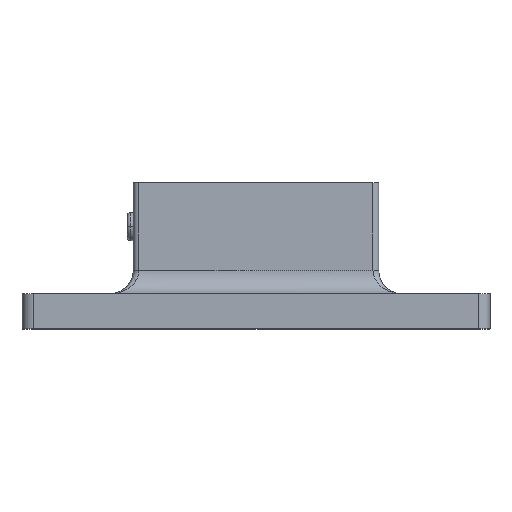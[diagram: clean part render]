
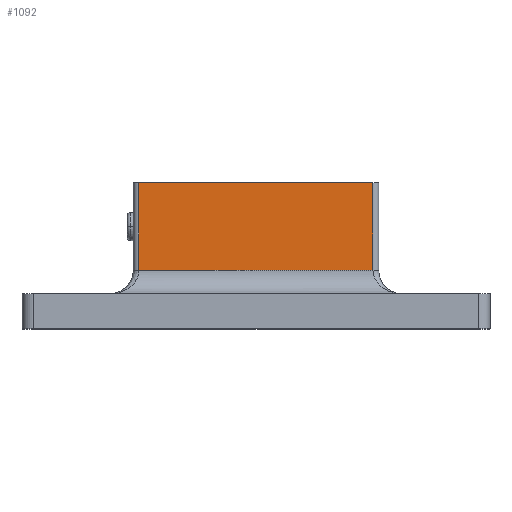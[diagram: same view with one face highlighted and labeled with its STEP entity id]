
A CAD part, top view. The second image highlights one B-rep face of the part: STEP entity #1092.
In plain terms, the highlighted planar face has unit normal (0, 0, 1).
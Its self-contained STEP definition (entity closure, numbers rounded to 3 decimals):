
#7 = VERTEX_POINT ( 'NONE', #634 ) ;
#32 = ORIENTED_EDGE ( 'NONE', *, *, #592, .T. ) ;
#39 = PLANE ( 'NONE',  #1999 ) ;
#191 = VECTOR ( 'NONE', #513, 1000. ) ;
#204 = DIRECTION ( 'NONE',  ( 0., -1., 0. ) ) ;
#242 = DIRECTION ( 'NONE',  ( 0., 0., -1. ) ) ;
#298 = VECTOR ( 'NONE', #398, 1000. ) ;
#340 = CARTESIAN_POINT ( 'NONE',  ( -21., 10., 21. ) ) ;
#344 = ORIENTED_EDGE ( 'NONE', *, *, #351, .T. ) ;
#351 = EDGE_CURVE ( 'NONE', #7, #749, #1587, .T. ) ;
#398 = DIRECTION ( 'NONE',  ( 0., 1., 0. ) ) ;
#484 = EDGE_CURVE ( 'NONE', #1053, #604, #999, .T. ) ;
#513 = DIRECTION ( 'NONE',  ( 1., 0., 0. ) ) ;
#552 = CARTESIAN_POINT ( 'NONE',  ( 20., 25., 21. ) ) ;
#557 = FACE_OUTER_BOUND ( 'NONE', #1467, .T. ) ;
#592 = EDGE_CURVE ( 'NONE', #749, #604, #900, .T. ) ;
#604 = VERTEX_POINT ( 'NONE', #1998 ) ;
#634 = CARTESIAN_POINT ( 'NONE',  ( -20., 10., 21. ) ) ;
#647 = CARTESIAN_POINT ( 'NONE',  ( 20., 10., 21. ) ) ;
#664 = VECTOR ( 'NONE', #204, 1000. ) ;
#749 = VERTEX_POINT ( 'NONE', #647 ) ;
#900 = LINE ( 'NONE', #552, #298 ) ;
#973 = ORIENTED_EDGE ( 'NONE', *, *, #484, .F. ) ;
#999 = LINE ( 'NONE', #1490, #191 ) ;
#1053 = VERTEX_POINT ( 'NONE', #1616 ) ;
#1080 = EDGE_CURVE ( 'NONE', #1053, #7, #1842, .T. ) ;
#1092 = ADVANCED_FACE ( 'NONE', ( #557 ), #39, .F. ) ;
#1199 = CARTESIAN_POINT ( 'NONE',  ( -21., 25., 21. ) ) ;
#1325 = DIRECTION ( 'NONE',  ( -1., 0., 0. ) ) ;
#1428 = ORIENTED_EDGE ( 'NONE', *, *, #1080, .T. ) ;
#1467 = EDGE_LOOP ( 'NONE', ( #973, #1428, #344, #32 ) ) ;
#1490 = CARTESIAN_POINT ( 'NONE',  ( -21., 25., 21. ) ) ;
#1587 = LINE ( 'NONE', #340, #1734 ) ;
#1616 = CARTESIAN_POINT ( 'NONE',  ( -20., 25., 21. ) ) ;
#1734 = VECTOR ( 'NONE', #1901, 1000. ) ;
#1842 = LINE ( 'NONE', #1954, #664 ) ;
#1901 = DIRECTION ( 'NONE',  ( 1., 0., 0. ) ) ;
#1954 = CARTESIAN_POINT ( 'NONE',  ( -20., 25., 21. ) ) ;
#1998 = CARTESIAN_POINT ( 'NONE',  ( 20., 25., 21. ) ) ;
#1999 = AXIS2_PLACEMENT_3D ( 'NONE', #1199, #242, #1325 ) ;
